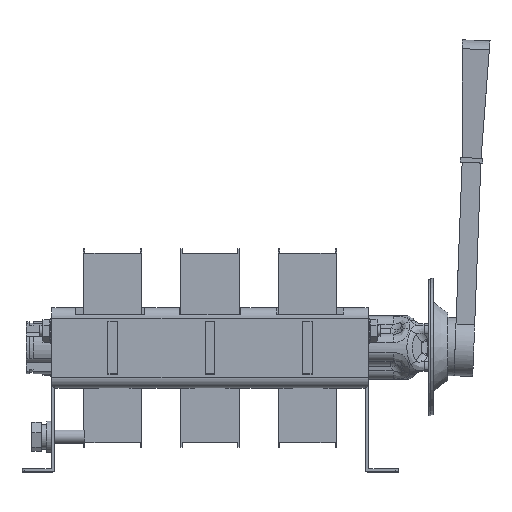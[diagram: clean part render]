
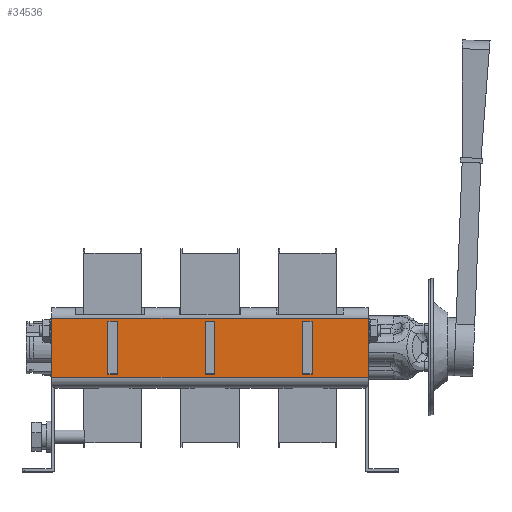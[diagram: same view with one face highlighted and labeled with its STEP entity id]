
A CAD part, top view. The second image highlights one B-rep face of the part: STEP entity #34536.
In plain terms, the highlighted planar face has unit normal (0, 0, 1).
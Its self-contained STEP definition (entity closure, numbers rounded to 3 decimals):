
#522 = LINE ( 'NONE', #11515, #25901 ) ;
#606 = LINE ( 'NONE', #25471, #22433 ) ;
#762 = CARTESIAN_POINT ( 'NONE',  ( 3.125, 17.5, 65. ) ) ;
#1257 = ORIENTED_EDGE ( 'NONE', *, *, #33432, .T. ) ;
#1607 = VERTEX_POINT ( 'NONE', #32945 ) ;
#1838 = EDGE_CURVE ( 'NONE', #20288, #28228, #7273, .T. ) ;
#2483 = LINE ( 'NONE', #32812, #27597 ) ;
#2511 = VECTOR ( 'NONE', #27043, 1000. ) ;
#2849 = CARTESIAN_POINT ( 'NONE',  ( -105.5, 26.75, 65. ) ) ;
#3045 = EDGE_CURVE ( 'NONE', #11586, #13616, #5992, .T. ) ;
#3412 = AXIS2_PLACEMENT_3D ( 'NONE', #21165, #18817, #18467 ) ;
#3859 = CARTESIAN_POINT ( 'NONE',  ( 3.125, -17.5, 65. ) ) ;
#3875 = VERTEX_POINT ( 'NONE', #26143 ) ;
#4408 = VERTEX_POINT ( 'NONE', #8790 ) ;
#4575 = CARTESIAN_POINT ( 'NONE',  ( 0., -17.5, 65. ) ) ;
#4616 = ORIENTED_EDGE ( 'NONE', *, *, #35137, .F. ) ;
#5300 = CARTESIAN_POINT ( 'NONE',  ( 61.875, -17.5, 65. ) ) ;
#5992 = LINE ( 'NONE', #8509, #31588 ) ;
#6302 = VERTEX_POINT ( 'NONE', #5300 ) ;
#6309 = ORIENTED_EDGE ( 'NONE', *, *, #8418, .F. ) ;
#6346 = DIRECTION ( 'NONE',  ( 0., -1., 0. ) ) ;
#6712 = ORIENTED_EDGE ( 'NONE', *, *, #32716, .T. ) ;
#6758 = EDGE_CURVE ( 'NONE', #7148, #20864, #16433, .T. ) ;
#7148 = VERTEX_POINT ( 'NONE', #13874 ) ;
#7273 = LINE ( 'NONE', #4575, #19399 ) ;
#7816 = FACE_BOUND ( 'NONE', #20969, .T. ) ;
#8195 = ORIENTED_EDGE ( 'NONE', *, *, #14777, .F. ) ;
#8418 = EDGE_CURVE ( 'NONE', #34618, #20288, #18458, .T. ) ;
#8509 = CARTESIAN_POINT ( 'NONE',  ( 3.125, 0., 65. ) ) ;
#8515 = LINE ( 'NONE', #24403, #25483 ) ;
#8535 = EDGE_CURVE ( 'NONE', #13591, #16262, #8515, .T. ) ;
#8790 = CARTESIAN_POINT ( 'NONE',  ( -3.125, -17.5, 65. ) ) ;
#9062 = CARTESIAN_POINT ( 'NONE',  ( -68.125, -17.5, 65. ) ) ;
#9285 = ORIENTED_EDGE ( 'NONE', *, *, #20919, .F. ) ;
#9710 = ORIENTED_EDGE ( 'NONE', *, *, #1838, .F. ) ;
#9734 = EDGE_CURVE ( 'NONE', #4408, #13616, #20775, .T. ) ;
#9806 = VECTOR ( 'NONE', #32238, 1000. ) ;
#9833 = VECTOR ( 'NONE', #30160, 1000. ) ;
#10214 = CARTESIAN_POINT ( 'NONE',  ( 61.875, 0., 65. ) ) ;
#10892 = FACE_OUTER_BOUND ( 'NONE', #27970, .T. ) ;
#10925 = ORIENTED_EDGE ( 'NONE', *, *, #9734, .F. ) ;
#10934 = VECTOR ( 'NONE', #12836, 1000. ) ;
#11006 = EDGE_LOOP ( 'NONE', ( #4616, #8195, #9285, #17424 ) ) ;
#11336 = DIRECTION ( 'NONE',  ( -1., 0., 0. ) ) ;
#11515 = CARTESIAN_POINT ( 'NONE',  ( 0., 17.5, 65. ) ) ;
#11586 = VERTEX_POINT ( 'NONE', #762 ) ;
#12565 = VERTEX_POINT ( 'NONE', #24923 ) ;
#12699 = DIRECTION ( 'NONE',  ( 1., 0., 0. ) ) ;
#12715 = LINE ( 'NONE', #23705, #19841 ) ;
#12809 = CARTESIAN_POINT ( 'NONE',  ( 0., 17.5, 65. ) ) ;
#12836 = DIRECTION ( 'NONE',  ( 0., 1., 0. ) ) ;
#12846 = CARTESIAN_POINT ( 'NONE',  ( 0., -17.5, 65. ) ) ;
#13061 = CARTESIAN_POINT ( 'NONE',  ( -68.125, 17.5, 65. ) ) ;
#13412 = FACE_BOUND ( 'NONE', #11006, .T. ) ;
#13552 = VERTEX_POINT ( 'NONE', #34374 ) ;
#13591 = VERTEX_POINT ( 'NONE', #20616 ) ;
#13616 = VERTEX_POINT ( 'NONE', #3859 ) ;
#13850 = DIRECTION ( 'NONE',  ( -1., 0., 0. ) ) ;
#13874 = CARTESIAN_POINT ( 'NONE',  ( -105.5, -19.75, 65. ) ) ;
#14291 = DIRECTION ( 'NONE',  ( 0., -1., 0. ) ) ;
#14777 = EDGE_CURVE ( 'NONE', #13552, #6302, #16994, .T. ) ;
#16026 = LINE ( 'NONE', #12809, #2511 ) ;
#16262 = VERTEX_POINT ( 'NONE', #29143 ) ;
#16433 = LINE ( 'NONE', #22017, #9833 ) ;
#16741 = LINE ( 'NONE', #2849, #19488 ) ;
#16994 = LINE ( 'NONE', #10214, #9806 ) ;
#17124 = ORIENTED_EDGE ( 'NONE', *, *, #33338, .T. ) ;
#17168 = DIRECTION ( 'NONE',  ( 0., -1., 0. ) ) ;
#17362 = CARTESIAN_POINT ( 'NONE',  ( -61.875, -17.5, 65. ) ) ;
#17424 = ORIENTED_EDGE ( 'NONE', *, *, #8535, .T. ) ;
#17696 = LINE ( 'NONE', #22585, #33975 ) ;
#18458 = LINE ( 'NONE', #23875, #34136 ) ;
#18467 = DIRECTION ( 'NONE',  ( -1., 0., 0. ) ) ;
#18817 = DIRECTION ( 'NONE',  ( 0., 0., -1. ) ) ;
#19399 = VECTOR ( 'NONE', #12699, 1000. ) ;
#19488 = VECTOR ( 'NONE', #27761, 1000. ) ;
#19841 = VECTOR ( 'NONE', #34750, 1000. ) ;
#20288 = VERTEX_POINT ( 'NONE', #9062 ) ;
#20323 = LINE ( 'NONE', #33900, #21273 ) ;
#20616 = CARTESIAN_POINT ( 'NONE',  ( 68.125, 17.5, 65. ) ) ;
#20624 = ORIENTED_EDGE ( 'NONE', *, *, #33911, .T. ) ;
#20728 = EDGE_LOOP ( 'NONE', ( #9710, #6309, #24863, #17124 ) ) ;
#20775 = LINE ( 'NONE', #12846, #30732 ) ;
#20864 = VERTEX_POINT ( 'NONE', #26864 ) ;
#20919 = EDGE_CURVE ( 'NONE', #13591, #13552, #16026, .T. ) ;
#20948 = DIRECTION ( 'NONE',  ( 1., 0., 0. ) ) ;
#20969 = EDGE_LOOP ( 'NONE', ( #10925, #30421, #21192, #24069 ) ) ;
#21165 = CARTESIAN_POINT ( 'NONE',  ( 0., 0., 65. ) ) ;
#21192 = ORIENTED_EDGE ( 'NONE', *, *, #27002, .F. ) ;
#21273 = VECTOR ( 'NONE', #31358, 1000. ) ;
#21697 = PLANE ( 'NONE',  #3412 ) ;
#22017 = CARTESIAN_POINT ( 'NONE',  ( 0., -19.75, 65. ) ) ;
#22350 = VERTEX_POINT ( 'NONE', #28764 ) ;
#22433 = VECTOR ( 'NONE', #17168, 1000. ) ;
#22585 = CARTESIAN_POINT ( 'NONE',  ( -3.125, 0., 65. ) ) ;
#23705 = CARTESIAN_POINT ( 'NONE',  ( 0., 17.5, 65. ) ) ;
#23875 = CARTESIAN_POINT ( 'NONE',  ( -68.125, 0., 65. ) ) ;
#24069 = ORIENTED_EDGE ( 'NONE', *, *, #3045, .T. ) ;
#24225 = DIRECTION ( 'NONE',  ( 0., -1., 0. ) ) ;
#24403 = CARTESIAN_POINT ( 'NONE',  ( 68.125, 0., 65. ) ) ;
#24863 = ORIENTED_EDGE ( 'NONE', *, *, #34021, .F. ) ;
#24923 = CARTESIAN_POINT ( 'NONE',  ( -3.125, 17.5, 65. ) ) ;
#25471 = CARTESIAN_POINT ( 'NONE',  ( -61.875, 0., 65. ) ) ;
#25483 = VECTOR ( 'NONE', #24225, 1000. ) ;
#25901 = VECTOR ( 'NONE', #11336, 1000. ) ;
#26143 = CARTESIAN_POINT ( 'NONE',  ( -105.5, 19.75, 65. ) ) ;
#26363 = CARTESIAN_POINT ( 'NONE',  ( 105.5, 26.75, 65. ) ) ;
#26864 = CARTESIAN_POINT ( 'NONE',  ( 105.5, -19.75, 65. ) ) ;
#27002 = EDGE_CURVE ( 'NONE', #11586, #12565, #12715, .T. ) ;
#27043 = DIRECTION ( 'NONE',  ( -1., 0., 0. ) ) ;
#27597 = VECTOR ( 'NONE', #13850, 1000. ) ;
#27761 = DIRECTION ( 'NONE',  ( 0., -1., 0. ) ) ;
#27970 = EDGE_LOOP ( 'NONE', ( #20624, #34327, #1257, #6712 ) ) ;
#28228 = VERTEX_POINT ( 'NONE', #17362 ) ;
#28764 = CARTESIAN_POINT ( 'NONE',  ( -61.875, 17.5, 65. ) ) ;
#29143 = CARTESIAN_POINT ( 'NONE',  ( 68.125, -17.5, 65. ) ) ;
#29616 = LINE ( 'NONE', #26363, #10934 ) ;
#30160 = DIRECTION ( 'NONE',  ( 1., 0., 0. ) ) ;
#30421 = ORIENTED_EDGE ( 'NONE', *, *, #33282, .F. ) ;
#30732 = VECTOR ( 'NONE', #20948, 1000. ) ;
#31358 = DIRECTION ( 'NONE',  ( 1., 0., 0. ) ) ;
#31588 = VECTOR ( 'NONE', #14291, 1000. ) ;
#31666 = FACE_BOUND ( 'NONE', #20728, .T. ) ;
#32011 = DIRECTION ( 'NONE',  ( 0., -1., 0. ) ) ;
#32238 = DIRECTION ( 'NONE',  ( 0., -1., 0. ) ) ;
#32716 = EDGE_CURVE ( 'NONE', #1607, #3875, #2483, .T. ) ;
#32812 = CARTESIAN_POINT ( 'NONE',  ( 0., 19.75, 65. ) ) ;
#32945 = CARTESIAN_POINT ( 'NONE',  ( 105.5, 19.75, 65. ) ) ;
#33282 = EDGE_CURVE ( 'NONE', #12565, #4408, #17696, .T. ) ;
#33338 = EDGE_CURVE ( 'NONE', #22350, #28228, #606, .T. ) ;
#33432 = EDGE_CURVE ( 'NONE', #20864, #1607, #29616, .T. ) ;
#33900 = CARTESIAN_POINT ( 'NONE',  ( 0., -17.5, 65. ) ) ;
#33911 = EDGE_CURVE ( 'NONE', #3875, #7148, #16741, .T. ) ;
#33975 = VECTOR ( 'NONE', #6346, 1000. ) ;
#34021 = EDGE_CURVE ( 'NONE', #22350, #34618, #522, .T. ) ;
#34136 = VECTOR ( 'NONE', #32011, 1000. ) ;
#34327 = ORIENTED_EDGE ( 'NONE', *, *, #6758, .T. ) ;
#34374 = CARTESIAN_POINT ( 'NONE',  ( 61.875, 17.5, 65. ) ) ;
#34536 = ADVANCED_FACE ( 'NONE', ( #31666, #10892, #13412, #7816 ), #21697, .F. ) ;
#34618 = VERTEX_POINT ( 'NONE', #13061 ) ;
#34750 = DIRECTION ( 'NONE',  ( -1., 0., 0. ) ) ;
#35137 = EDGE_CURVE ( 'NONE', #6302, #16262, #20323, .T. ) ;
